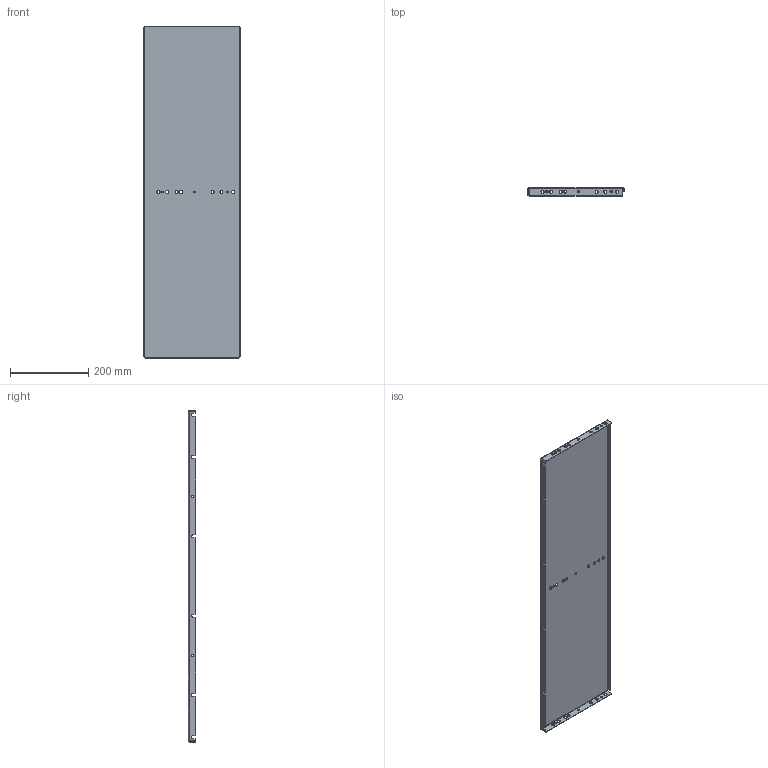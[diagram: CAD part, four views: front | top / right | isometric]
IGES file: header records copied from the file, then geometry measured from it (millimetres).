
Start section: SolidWorks IGES file using analytic representation for surfaces
Global section: file name: 93HD1001026-v5_AdLIGO_AOS_SLC ARM Cavity Baffle Upper Leaf.IGS; native system: SolidWorks 2012; preprocessor: SolidWorks 2012; author: mruiz; date: 120229.145937; units: inch
Bounding box: 246.13 x 19 x 849.63 mm (x, y, z)
Surface area: 474779.7 mm2 (no closed solid volume)
Topology: 0 solids, 0 shells, 146 faces, 3132 edges, 3132 vertices
Faces by surface type: revolution 98, bspline 48
